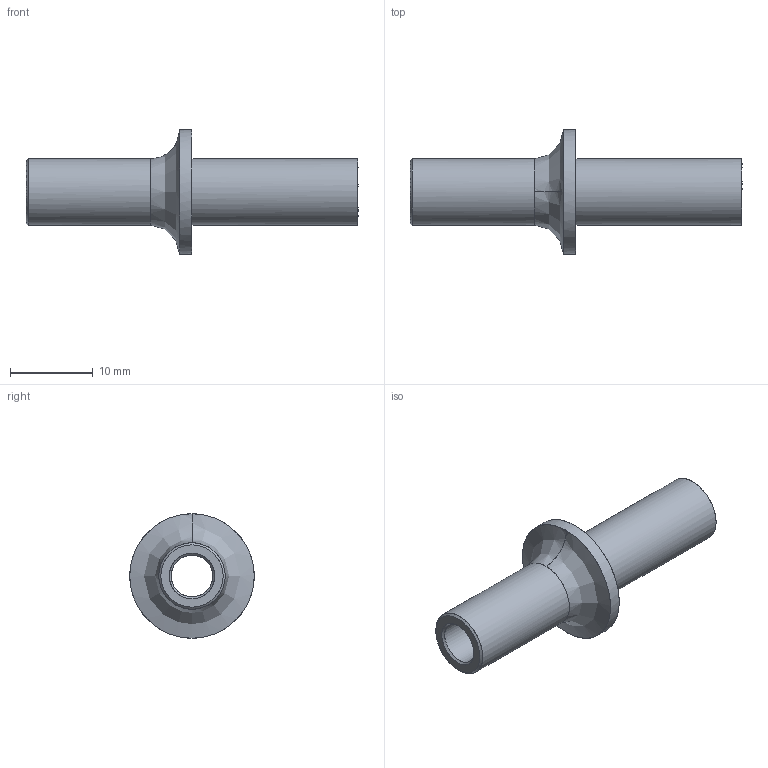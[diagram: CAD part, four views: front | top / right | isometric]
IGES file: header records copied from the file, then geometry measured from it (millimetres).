
Start section: C
Global section: file name: Téton Filté.igs,2; native system: 7HBy Siemens PLM Incorporated; preprocessor: XPlus GENERIC/IGES 19.0.9; author: Author; organization: Title; date: 20180511.092419; units: millimetre
Bounding box: 40 x 15 x 15 mm (x, y, z)
Surface area: 1941.2 mm2 (no closed solid volume)
Topology: 0 solids, 0 shells, 11 faces, 60 edges, 60 vertices
Faces by surface type: bspline 11
